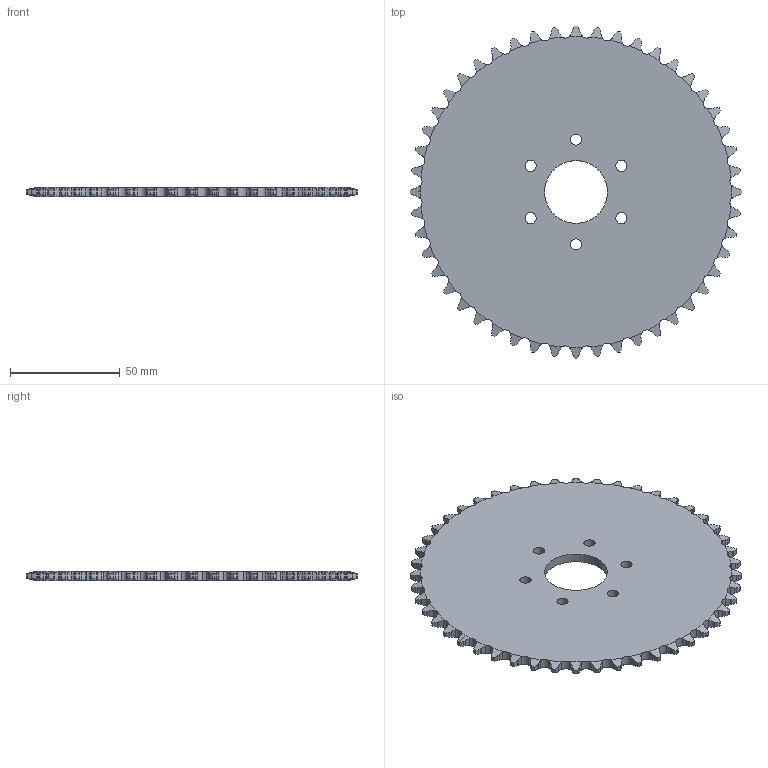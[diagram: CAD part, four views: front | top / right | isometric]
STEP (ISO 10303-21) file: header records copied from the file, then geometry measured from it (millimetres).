
FILE_DESCRIPTION (( 'STEP AP214' ), '1' );
FILE_NAME ('am-0224_Plate Sprocket.STEP', '2018-07-17T18:22:48', ( '' ), ( '' ), 'SwSTEP 2.0', 'SolidWorks 2018', '' );
FILE_SCHEMA (( 'AUTOMOTIVE_DESIGN' ));
Length unit declared in the file: inch
Products named in the file (1): am-0224_Plate Sprocket
Bounding box: 151.11 x 151.11 x 4.27 mm (x, y, z)
Volume: 66352.4 mm3; surface area: 34738.5 mm2
Topology: 1 solids, 1 shells, 525 faces, 1568 edges, 1045 vertices
Faces by surface type: cylinder 329, cone 98, plane 98
Entity records: 18867 total; most frequent: CARTESIAN_POINT 5923, ORIENTED_EDGE 3136, DIRECTION 2161, EDGE_CURVE 1568, VERTEX_POINT 1045, AXIS2_PLACEMENT_3D 867, B_SPLINE_CURVE_WITH_KNOTS 800, EDGE_LOOP 539
